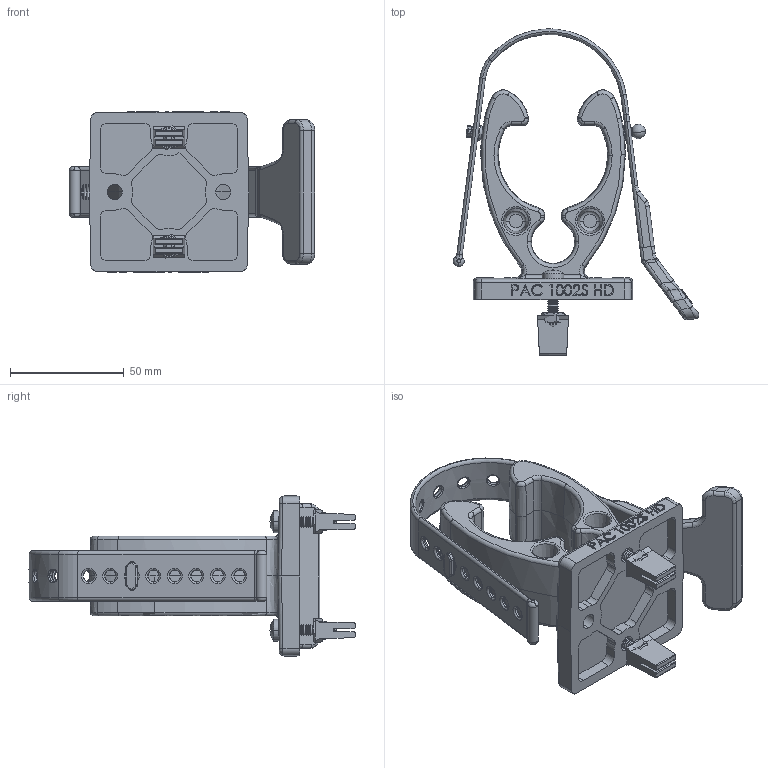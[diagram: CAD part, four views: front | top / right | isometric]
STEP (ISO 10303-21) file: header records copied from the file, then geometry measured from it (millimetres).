
FILE_DESCRIPTION (( 'STEP AP203' ), '1' );
FILE_NAME ('1002SHD.STEP', '2018-01-02T14:10:58', ( 'admin' ), ( 'Hewlett-Packard Company' ), 'SwSTEP 2.0', 'SolidWorks 2017', '' );
FILE_SCHEMA (( 'CONFIG_CONTROL_DESIGN' ));
Length unit declared in the file: inch
Products named in the file (9): 2046; 2049LN_#10; 7016; PM_1002S; 7028; PM STUD; 1002SHD; 1002SHDp; 4016 (1002HD)_YELLOW
Assembly tree (11 placements, depth 3):
  1002SHD
    1002SHDp
      PM_1002S
      PM STUD
    4016 (1002HD)_YELLOW
    7028
      2046  x2
      2049LN_#10  x2
      7016  x2
Bounding box: 107.72 x 143.07 x 70.64 mm (x, y, z)
Volume: 127917.5 mm3; surface area: 54410.6 mm2
Topology: 14 solids, 14 shells, 1343 faces, 3276 edges, 2007 vertices
Faces by surface type: plane 398, cone 280, bspline 241, cylinder 235, torus 187, sphere 2
Entity records: 48648 total; most frequent: CARTESIAN_POINT 22335, ORIENTED_EDGE 5518, DIRECTION 4913, EDGE_CURVE 2759, AXIS2_PLACEMENT_3D 1839, VERTEX_POINT 1705, LINE 1235, VECTOR 1235
